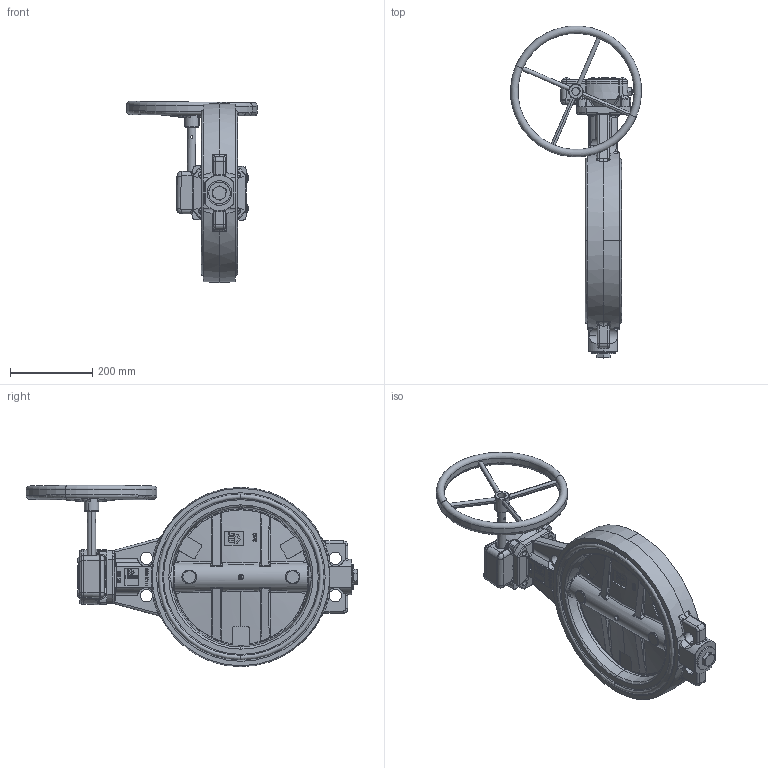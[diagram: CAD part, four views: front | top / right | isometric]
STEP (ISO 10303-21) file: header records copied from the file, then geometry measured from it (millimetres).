
FILE_DESCRIPTION (( 'STEP AP203' ), '1' );
FILE_NAME ('AK01_DN350_Getriebe.STEP', '2022-10-06T09:53:58', ( '' ), ( '' ), 'SwSTEP 2.0', 'SolidWorks 2021', '' );
FILE_SCHEMA (( 'CONFIG_CONTROL_DESIGN' ));
Length unit declared in the file: metre
Products named in the file (5): AK01_DN350_OH; AK01_DN350_Getriebe mit Handrad; AK01_DN350_Getriebe; AK01_DN350-PN16_Getriebe; AK01_DN350_Getriebe - Handrad
Assembly tree (4 placements, depth 3):
  AK01_DN350_Getriebe
    AK01_DN350_OH
    AK01_DN350_Getriebe mit Handrad
      AK01_DN350-PN16_Getriebe
      AK01_DN350_Getriebe - Handrad
Bounding box: 317.62 x 805.24 x 439.93 mm (x, y, z)
Volume: 9723171.6 mm3; surface area: 883236.4 mm2
Topology: 7 solids, 36 shells, 2478 faces, 6196 edges, 3795 vertices
Faces by surface type: plane 615, bspline 560, cylinder 520, cone 373, torus 307, sphere 103
Entity records: 125540 total; most frequent: CARTESIAN_POINT 71378, ORIENTED_EDGE 12228, DIRECTION 9880, EDGE_CURVE 6114, AXIS2_PLACEMENT_3D 4021, VERTEX_POINT 3795, EDGE_LOOP 2633, ADVANCED_FACE 2478
